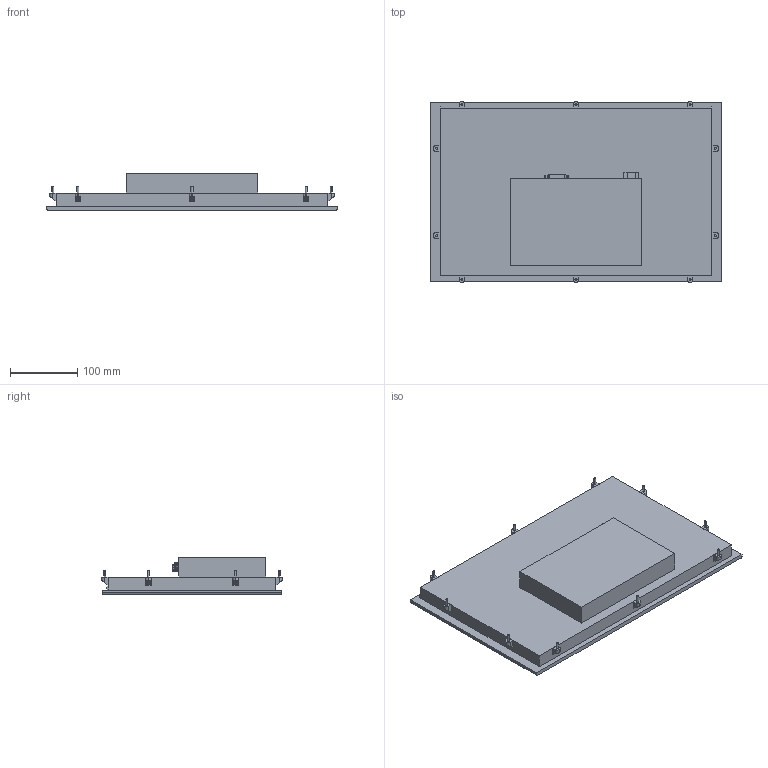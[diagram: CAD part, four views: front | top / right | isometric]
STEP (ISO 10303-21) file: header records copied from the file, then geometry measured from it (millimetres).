
FILE_DESCRIPTION(('CATIA V5 STEP Exchange','CAx-IF Rec.Pracs.--- Model Styling and Organization---1.4--- 2014-01-23'),'2;1');
FILE_NAME ('D1408871_2_2555850000_S3D_UV66-ADV-15-CAP-W.stp','2020-02-27T12:40:29+00:00',('none'),('Weidmueller'),'CATIA Version 5-6 Release 2016 SP3 HF44','CATIA V5 STEP AP214','none');
FILE_SCHEMA(('AUTOMOTIVE_DESIGN { 1 0 10303 214 1 1 1 1 }'));
Length unit declared in the file: millimetre
Products named in the file (1): UV66-ADV-15-CAP-W
Bounding box: 433 x 269.9 x 55 mm (x, y, z)
Volume: 3465108.8 mm3; surface area: 926777.8 mm2
Topology: 37 solids, 37 shells, 662 faces, 1524 edges, 1004 vertices
Faces by surface type: plane 488, cylinder 170, cone 4
Entity records: 18356 total; most frequent: CARTESIAN_POINT 3240, ORIENTED_EDGE 3048, DIRECTION 2522, EDGE_CURVE 1524, VECTOR 1144, LINE 1144, VERTEX_POINT 1004, AXIS2_PLACEMENT_3D 856
